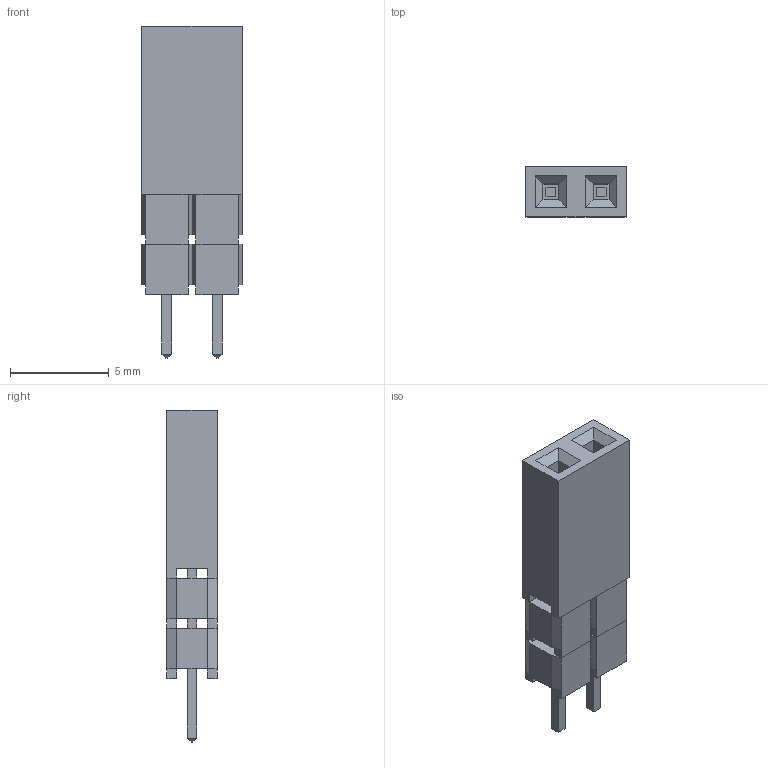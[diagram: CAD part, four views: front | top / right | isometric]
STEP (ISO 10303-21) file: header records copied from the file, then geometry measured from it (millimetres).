
FILE_DESCRIPTION(('FreeCAD Model'),'2;1');
FILE_NAME('Socket_Strip_Straight_L13.6_P2.5_01x02.step','2019-08-27T02:40:26',('Author'),( ''),'Open CASCADE STEP processor 6.8','FreeCAD','Unknown');
FILE_SCHEMA(('AUTOMOTIVE_DESIGN { 1 0 10303 214 1 1 1 1 }'));
Length unit declared in the file: millimetre
Products named in the file (1): Socket_Strip_Straight_L13.6_P2.5_01x02
Bounding box: 5.08 x 2.54 x 16.78 mm (x, y, z)
Volume: 154.3 mm3; surface area: 334 mm2
Topology: 1 solids, 1 shells, 140 faces, 338 edges, 196 vertices
Faces by surface type: plane 140
Entity records: 4908 total; most frequent: ORIENTED_EDGE 676, CARTESIAN_POINT 675, DIRECTION 620, EDGE_CURVE 338, LINE 338, VECTOR 338, VERTEX_POINT 196, FACE_BOUND 154
